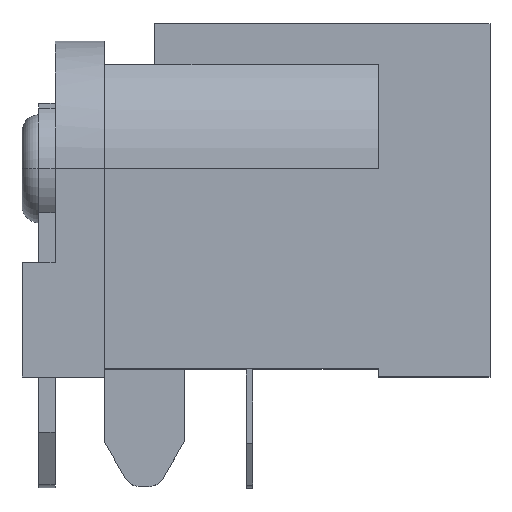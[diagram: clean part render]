
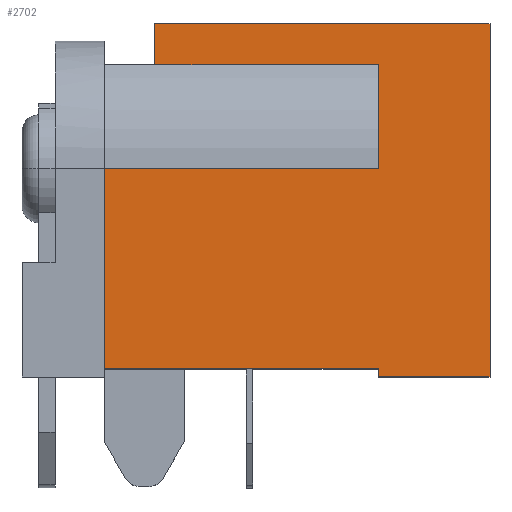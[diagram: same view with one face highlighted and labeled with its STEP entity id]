
A CAD part, top view. The second image highlights one B-rep face of the part: STEP entity #2702.
In plain terms, the highlighted planar face has unit normal (0, 0, 1).
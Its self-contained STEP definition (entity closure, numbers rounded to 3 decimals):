
#36 = EDGE_CURVE ( 'NONE', #2120, #1222, #2726, .T. ) ;
#73 = CARTESIAN_POINT ( 'NONE',  ( -6.782, 0., 4.496 ) ) ;
#105 = CARTESIAN_POINT ( 'NONE',  ( -6.782, 0., 4.496 ) ) ;
#157 = CARTESIAN_POINT ( 'NONE',  ( 0., 0., 4.496 ) ) ;
#234 = DIRECTION ( 'NONE',  ( 0., 1., 0. ) ) ;
#241 = VERTEX_POINT ( 'NONE', #2942 ) ;
#284 = CARTESIAN_POINT ( 'NONE',  ( 1.753, 3.226, 4.496 ) ) ;
#348 = VECTOR ( 'NONE', #1656, 1000. ) ;
#398 = ORIENTED_EDGE ( 'NONE', *, *, #530, .T. ) ;
#407 = ORIENTED_EDGE ( 'NONE', *, *, #514, .T. ) ;
#442 = EDGE_CURVE ( 'NONE', #2075, #241, #2010, .T. ) ;
#450 = DIRECTION ( 'NONE',  ( 0., -1., 0. ) ) ;
#490 = VERTEX_POINT ( 'NONE', #689 ) ;
#514 = EDGE_CURVE ( 'NONE', #2166, #2882, #1458, .T. ) ;
#530 = EDGE_CURVE ( 'NONE', #490, #2166, #636, .T. ) ;
#561 = FACE_OUTER_BOUND ( 'NONE', #2381, .T. ) ;
#583 = LINE ( 'NONE', #1467, #1719 ) ;
#636 = LINE ( 'NONE', #2802, #2348 ) ;
#681 = LINE ( 'NONE', #105, #2365 ) ;
#689 = CARTESIAN_POINT ( 'NONE',  ( 1.753, -6.477, 4.496 ) ) ;
#725 = VERTEX_POINT ( 'NONE', #736 ) ;
#736 = CARTESIAN_POINT ( 'NONE',  ( 1.753, 3.226, 4.496 ) ) ;
#758 = DIRECTION ( 'NONE',  ( 0., -1., 0. ) ) ;
#768 = VECTOR ( 'NONE', #2585, 1000. ) ;
#783 = AXIS2_PLACEMENT_3D ( 'NONE', #157, #2940, #3000 ) ;
#826 = EDGE_CURVE ( 'NONE', #1222, #725, #2060, .T. ) ;
#852 = CARTESIAN_POINT ( 'NONE',  ( -6.782, -6.223, 4.496 ) ) ;
#963 = DIRECTION ( 'NONE',  ( 1., 0., 0. ) ) ;
#1008 = EDGE_CURVE ( 'NONE', #2882, #2120, #1081, .T. ) ;
#1031 = DIRECTION ( 'NONE',  ( 1., 0., 0. ) ) ;
#1081 = LINE ( 'NONE', #3027, #3304 ) ;
#1147 = EDGE_CURVE ( 'NONE', #725, #1818, #1253, .T. ) ;
#1156 = CARTESIAN_POINT ( 'NONE',  ( -5.207, 4.496, 4.496 ) ) ;
#1182 = CARTESIAN_POINT ( 'NONE',  ( 5.207, 4.496, 4.496 ) ) ;
#1215 = ORIENTED_EDGE ( 'NONE', *, *, #2930, .T. ) ;
#1222 = VERTEX_POINT ( 'NONE', #2805 ) ;
#1226 = CARTESIAN_POINT ( 'NONE',  ( -5.207, 3.226, 4.496 ) ) ;
#1253 = LINE ( 'NONE', #2266, #2302 ) ;
#1324 = CARTESIAN_POINT ( 'NONE',  ( 5.207, -6.477, 4.496 ) ) ;
#1382 = VECTOR ( 'NONE', #450, 1000. ) ;
#1458 = LINE ( 'NONE', #1844, #1756 ) ;
#1467 = CARTESIAN_POINT ( 'NONE',  ( 1.753, -6.223, 4.496 ) ) ;
#1619 = ORIENTED_EDGE ( 'NONE', *, *, #1008, .T. ) ;
#1656 = DIRECTION ( 'NONE',  ( 0., -1., 0. ) ) ;
#1719 = VECTOR ( 'NONE', #1031, 1000. ) ;
#1732 = ORIENTED_EDGE ( 'NONE', *, *, #36, .T. ) ;
#1735 = DIRECTION ( 'NONE',  ( -1., 0., 0. ) ) ;
#1756 = VECTOR ( 'NONE', #234, 1000. ) ;
#1790 = DIRECTION ( 'NONE',  ( 1., 0., 0. ) ) ;
#1818 = VERTEX_POINT ( 'NONE', #2668 ) ;
#1844 = CARTESIAN_POINT ( 'NONE',  ( 5.207, 4.496, 4.496 ) ) ;
#1942 = EDGE_CURVE ( 'NONE', #241, #3254, #583, .T. ) ;
#2010 = LINE ( 'NONE', #852, #768 ) ;
#2060 = LINE ( 'NONE', #284, #2087 ) ;
#2075 = VERTEX_POINT ( 'NONE', #73 ) ;
#2087 = VECTOR ( 'NONE', #1790, 1000. ) ;
#2120 = VERTEX_POINT ( 'NONE', #1156 ) ;
#2166 = VERTEX_POINT ( 'NONE', #1324 ) ;
#2266 = CARTESIAN_POINT ( 'NONE',  ( 1.753, 0., 4.496 ) ) ;
#2300 = CARTESIAN_POINT ( 'NONE',  ( 1.753, -6.477, 4.496 ) ) ;
#2302 = VECTOR ( 'NONE', #758, 1000. ) ;
#2331 = ORIENTED_EDGE ( 'NONE', *, *, #1942, .T. ) ;
#2348 = VECTOR ( 'NONE', #963, 1000. ) ;
#2365 = VECTOR ( 'NONE', #1735, 1000. ) ;
#2381 = EDGE_LOOP ( 'NONE', ( #3130, #2331, #3038, #398, #407, #1619, #1732, #3211, #2737, #1215 ) ) ;
#2577 = LINE ( 'NONE', #2300, #1382 ) ;
#2585 = DIRECTION ( 'NONE',  ( 0., -1., 0. ) ) ;
#2625 = CARTESIAN_POINT ( 'NONE',  ( 1.753, -6.223, 4.496 ) ) ;
#2668 = CARTESIAN_POINT ( 'NONE',  ( 1.753, 0., 4.496 ) ) ;
#2702 = ADVANCED_FACE ( 'NONE', ( #561 ), #3170, .F. ) ;
#2722 = EDGE_CURVE ( 'NONE', #3254, #490, #2577, .T. ) ;
#2726 = LINE ( 'NONE', #1226, #348 ) ;
#2737 = ORIENTED_EDGE ( 'NONE', *, *, #1147, .T. ) ;
#2802 = CARTESIAN_POINT ( 'NONE',  ( 5.207, -6.477, 4.496 ) ) ;
#2805 = CARTESIAN_POINT ( 'NONE',  ( -5.207, 3.226, 4.496 ) ) ;
#2882 = VERTEX_POINT ( 'NONE', #1182 ) ;
#2930 = EDGE_CURVE ( 'NONE', #1818, #2075, #681, .T. ) ;
#2940 = DIRECTION ( 'NONE',  ( 0., 0., -1. ) ) ;
#2942 = CARTESIAN_POINT ( 'NONE',  ( -6.782, -6.223, 4.496 ) ) ;
#3000 = DIRECTION ( 'NONE',  ( -1., 0., 0. ) ) ;
#3027 = CARTESIAN_POINT ( 'NONE',  ( -5.207, 4.496, 4.496 ) ) ;
#3038 = ORIENTED_EDGE ( 'NONE', *, *, #2722, .T. ) ;
#3130 = ORIENTED_EDGE ( 'NONE', *, *, #442, .T. ) ;
#3170 = PLANE ( 'NONE',  #783 ) ;
#3194 = DIRECTION ( 'NONE',  ( -1., 0., 0. ) ) ;
#3211 = ORIENTED_EDGE ( 'NONE', *, *, #826, .T. ) ;
#3254 = VERTEX_POINT ( 'NONE', #2625 ) ;
#3304 = VECTOR ( 'NONE', #3194, 1000. ) ;
